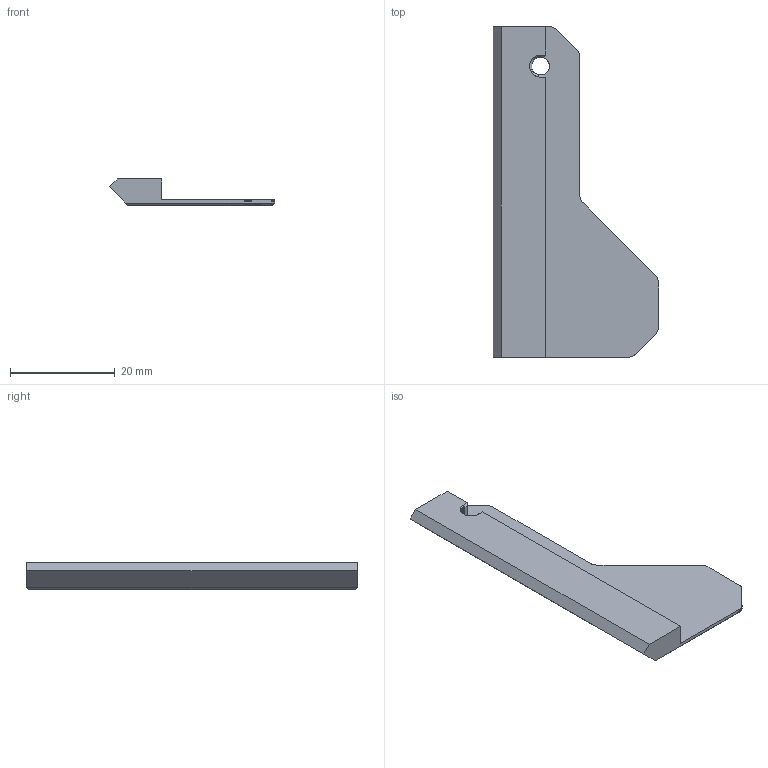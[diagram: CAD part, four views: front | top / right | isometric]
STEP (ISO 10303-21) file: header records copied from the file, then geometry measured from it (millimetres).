
FILE_DESCRIPTION(('FreeCAD Model'),'2;1');
FILE_NAME('./VORON-0/STLs/VORON0.0/V0_Panel_Mounting/For_3mm_Panels/3mm_Top_Corner_Rear_x1.step','2020-04-30T21:54:09',('FreeCAD'),('FreeCAD'), 'Open CASCADE STEP processor 7.3','FreeCAD','Unknown');
FILE_SCHEMA(('AUTOMOTIVE_DESIGN { 1 0 10303 214 1 1 1 1 }'));
Length unit declared in the file: millimetre
Products named in the file (1): Open CASCADE STEP translator 7.3 1
Bounding box: 31.5 x 63 x 5 mm (x, y, z)
Surface area: 3240.1 mm2 (no closed solid volume)
Topology: 0 solids, 1 shells, 506 faces, 970 edges, 465 vertices
Faces by surface type: plane 506
Entity records: 11788 total; most frequent: DIRECTION 1984, CARTESIAN_POINT 1942, ORIENTED_EDGE 1940, EDGE_CURVE 970, LINE 970, VECTOR 970, AXIS2_PLACEMENT_3D 507, FACE_BOUND 507
